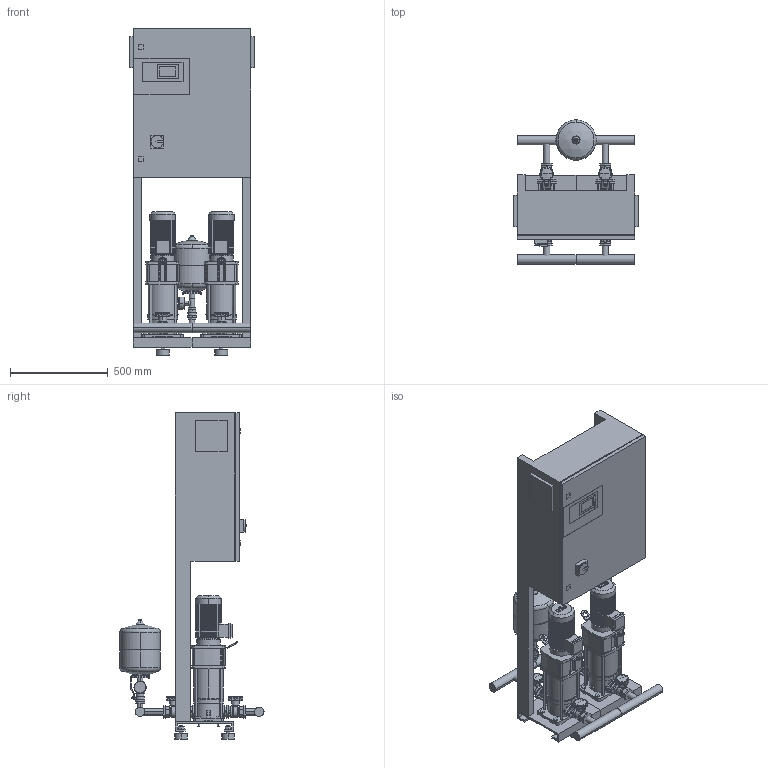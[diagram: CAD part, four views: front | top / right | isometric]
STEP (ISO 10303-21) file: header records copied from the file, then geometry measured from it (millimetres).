
FILE_DESCRIPTION((''),'2;1');
FILE_NAME('3d_COR-2HELIXV404_K_CC-01-2536456.stp','2016-01-25T07:04:50',(''),(''),'Mechanical Desktop 2009','Mechanical Desktop 2009',', , ');
FILE_SCHEMA(('CONFIG_CONTROL_DESIGN'));
Length unit declared in the file: millimetre
Products named in the file (1): Product
Bounding box: 640 x 737.15 x 1670 mm (x, y, z)
Volume: 160622850.1 mm3; surface area: 5695633.6 mm2
Topology: 90 solids, 90 shells, 2593 faces, 6591 edges, 4330 vertices
Faces by surface type: plane 1217, cylinder 706, bspline 540, cone 108, torus 20, sphere 2
Entity records: 82393 total; most frequent: CARTESIAN_POINT 19773, ORIENTED_EDGE 13166, DIRECTION 12327, EDGE_CURVE 6583, VECTOR 4331, LINE 4331, VERTEX_POINT 4324, AXIS2_PLACEMENT_3D 3998
